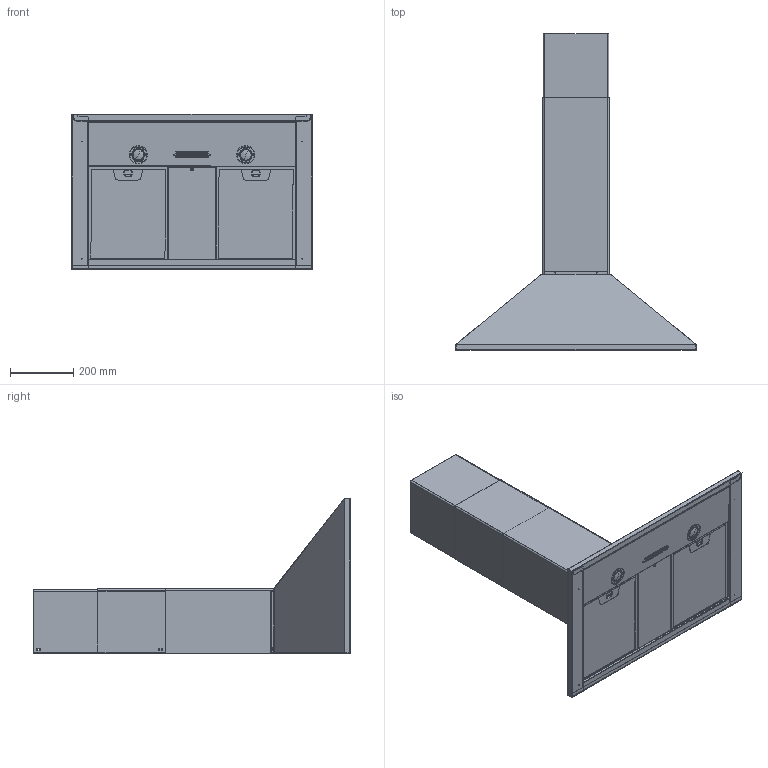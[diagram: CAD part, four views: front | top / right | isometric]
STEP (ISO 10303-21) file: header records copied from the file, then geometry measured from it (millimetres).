
FILE_DESCRIPTION((''),'2;1');
FILE_NAME('A51_792_ASM','2017-04-11T',('CF984'),(''),'PRO/ENGINEER BY PARAMETRIC TECHNOLOGY CORPORATION, 2014200','PRO/ENGINEER BY PARAMETRIC TECHNOLOGY CORPORATION, 2014200','');
FILE_SCHEMA(('CONFIG_CONTROL_DESIGN'));
Products named in the file (26): A51_002; A51_001; A51_004; A51_009; A51_036; A51_107; FIA_501; 350_044; A27_013; 243_187; 350_024; CME_FARETTO-SOLO; ASS_FARETTO_ASM; K21_011; K21_716_ASM; 241_008; CWA_003C; 400_086; TIPO_400; 400_087; 330_121; 400_718_ASM; 400_719_ASM; CWA_403E; A51_800_ASM; A51_792_ASM
Assembly tree (29 placements, depth 5):
  A51_792_ASM
    A51_800_ASM
      A51_002
      A51_001
      A51_004
      A51_009
      A51_036
      A51_107
      FIA_501  x2
      350_044
      A27_013
      243_187
      ASS_FARETTO_ASM  x2
        350_024
        CME_FARETTO-SOLO
      K21_716_ASM
        K21_011
      241_008  x2
      CWA_003C
      400_719_ASM
        400_086
        400_718_ASM
          TIPO_400
          400_087  x2
          330_121
      CWA_403E
Bounding box: 761.55 x 1000 x 490.51 mm (x, y, z)
Volume: 1823314.6 mm3; surface area: 3675600.1 mm2
Topology: 28 solids, 30 shells, 4452 faces, 10967 edges, 6648 vertices
Faces by surface type: plane 2233, cylinder 1180, torus 438, bspline 278, cone 244, sphere 79
Entity records: 144497 total; most frequent: CARTESIAN_POINT 45645, DIRECTION 20703, ORIENTED_EDGE 20418, EDGE_CURVE 10211, AXIS2_PLACEMENT_3D 7205, VECTOR 6293, LINE 6293, VERTEX_POINT 6193
